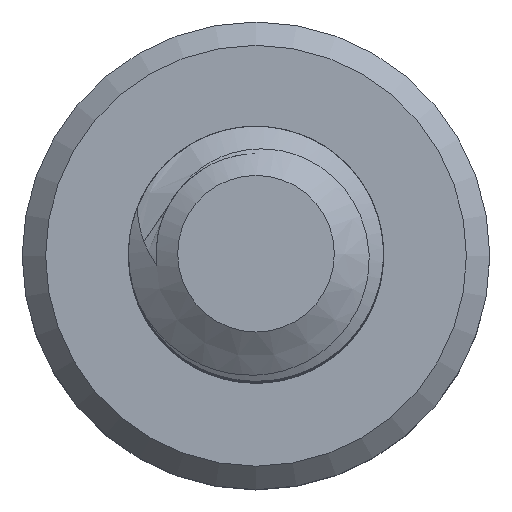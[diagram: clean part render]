
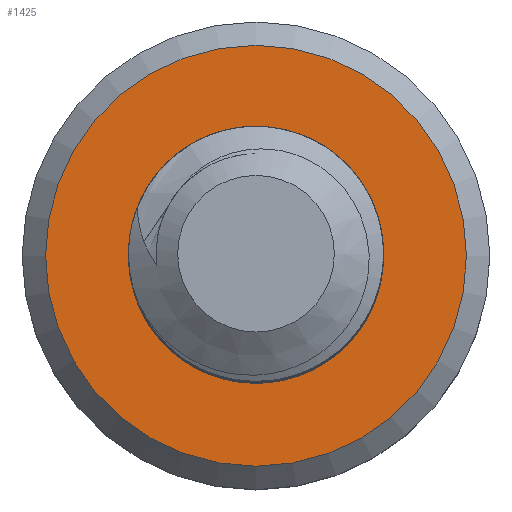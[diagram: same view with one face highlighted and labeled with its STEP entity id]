
A CAD part, top view. The second image highlights one B-rep face of the part: STEP entity #1425.
In plain terms, the highlighted planar face has unit normal (0, 0, 1).
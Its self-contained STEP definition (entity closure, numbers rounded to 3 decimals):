
#24=FACE_BOUND('',#201,.T.);
#27=PLANE('',#1539);
#119=FACE_OUTER_BOUND('',#200,.T.);
#200=EDGE_LOOP('',(#1253,#1254));
#201=EDGE_LOOP('',(#1255,#1256,#1257,#1258));
#214=CIRCLE('',#1454,1.5);
#219=CIRCLE('',#1515,2.475);
#220=CIRCLE('',#1516,2.475);
#229=CIRCLE('',#1530,1.175);
#353=B_SPLINE_CURVE_WITH_KNOTS('',3,(#6899,#6900,#6901,#6902,#6903,#6904,
#6905,#6906,#6907,#6908,#6909,#6910,#6911,#6912,#6913,#6914),
 .UNSPECIFIED.,.F.,.F.,(4,2,2,2,2,2,2,4),(0.,0.031,0.061,
0.107,0.169,0.247,0.321,
0.411),.UNSPECIFIED.);
#354=B_SPLINE_CURVE_WITH_KNOTS('',3,(#7661,#7662,#7663,#7664,#7665,#7666,
#7667,#7668,#7669,#7670,#7671,#7672,#7673,#7674,#7675,#7676,#7677,#7678),
 .UNSPECIFIED.,.F.,.F.,(4,2,2,2,2,2,2,2,4),(0.,0.03,0.057,
0.11,0.163,0.216,0.273,
0.322,0.391),.UNSPECIFIED.);
#501=VERTEX_POINT('',#1838);
#502=VERTEX_POINT('',#1851);
#618=VERTEX_POINT('',#6047);
#619=VERTEX_POINT('',#6049);
#630=VERTEX_POINT('',#6123);
#631=VERTEX_POINT('',#6136);
#644=EDGE_CURVE('',#501,#502,#214,.T.);
#816=EDGE_CURVE('',#619,#618,#219,.T.);
#817=EDGE_CURVE('',#618,#619,#220,.T.);
#834=EDGE_CURVE('',#631,#630,#229,.T.);
#837=EDGE_CURVE('',#630,#502,#353,.T.);
#838=EDGE_CURVE('',#501,#631,#354,.T.);
#1253=ORIENTED_EDGE('',*,*,#816,.T.);
#1254=ORIENTED_EDGE('',*,*,#817,.T.);
#1255=ORIENTED_EDGE('',*,*,#644,.F.);
#1256=ORIENTED_EDGE('',*,*,#838,.T.);
#1257=ORIENTED_EDGE('',*,*,#834,.T.);
#1258=ORIENTED_EDGE('',*,*,#837,.T.);
#1425=ADVANCED_FACE('',(#119,#24),#27,.F.);
#1454=AXIS2_PLACEMENT_3D('',#1852,#1561,#1562);
#1515=AXIS2_PLACEMENT_3D('',#6050,#1739,#1740);
#1516=AXIS2_PLACEMENT_3D('',#6051,#1741,#1742);
#1530=AXIS2_PLACEMENT_3D('',#6137,#1772,#1773);
#1539=AXIS2_PLACEMENT_3D('',#7690,#1790,#1791);
#1561=DIRECTION('center_axis',(0.,0.,1.));
#1562=DIRECTION('ref_axis',(1.,0.,0.));
#1739=DIRECTION('center_axis',(0.,0.,1.));
#1740=DIRECTION('ref_axis',(-1.,0.,0.));
#1741=DIRECTION('center_axis',(0.,0.,1.));
#1742=DIRECTION('ref_axis',(-1.,0.,0.));
#1772=DIRECTION('center_axis',(0.,0.,-1.));
#1773=DIRECTION('ref_axis',(1.,0.,0.));
#1790=DIRECTION('center_axis',(0.,0.,-1.));
#1791=DIRECTION('ref_axis',(-1.,0.,0.));
#1838=CARTESIAN_POINT('',(0.,1.5,-14.));
#1851=CARTESIAN_POINT('',(-1.051,1.07,-14.));
#1852=CARTESIAN_POINT('Origin',(0.,0.,-14.));
#6047=CARTESIAN_POINT('',(2.475,0.,-14.));
#6049=CARTESIAN_POINT('',(-2.475,0.,-14.));
#6050=CARTESIAN_POINT('Origin',(0.,0.,-14.));
#6051=CARTESIAN_POINT('Origin',(0.,0.,-14.));
#6123=CARTESIAN_POINT('',(0.,-1.175,-14.));
#6136=CARTESIAN_POINT('',(0.823,-0.839,-14.));
#6137=CARTESIAN_POINT('Origin',(0.,0.,-14.));
#6899=CARTESIAN_POINT('Ctrl Pts',(0.,-1.175,
-14.));
#6900=CARTESIAN_POINT('Ctrl Pts',(-0.104,-1.186,
-14.));
#6901=CARTESIAN_POINT('Ctrl Pts',(-0.208,-1.184,
-14.));
#6902=CARTESIAN_POINT('Ctrl Pts',(-0.411,-1.154,
-14.));
#6903=CARTESIAN_POINT('Ctrl Pts',(-0.508,-1.128,
-14.));
#6904=CARTESIAN_POINT('Ctrl Pts',(-0.742,-1.032,
-14.));
#6905=CARTESIAN_POINT('Ctrl Pts',(-0.871,-0.949,
-14.));
#6906=CARTESIAN_POINT('Ctrl Pts',(-1.131,-0.704,-14.));
#6907=CARTESIAN_POINT('Ctrl Pts',(-1.223,-0.547,
-14.));
#6908=CARTESIAN_POINT('Ctrl Pts',(-1.352,-0.258,
-14.));
#6909=CARTESIAN_POINT('Ctrl Pts',(-1.392,-0.084,
-14.));
#6910=CARTESIAN_POINT('Ctrl Pts',(-1.404,0.263,-14.));
#6911=CARTESIAN_POINT('Ctrl Pts',(-1.379,0.432,-14.));
#6912=CARTESIAN_POINT('Ctrl Pts',(-1.259,0.784,-14.));
#6913=CARTESIAN_POINT('Ctrl Pts',(-1.156,0.945,-14.));
#6914=CARTESIAN_POINT('Ctrl Pts',(-1.051,1.07,-14.));
#7661=CARTESIAN_POINT('Ctrl Pts',(0.,1.5,
-14.));
#7662=CARTESIAN_POINT('Ctrl Pts',(0.099,1.492,-14.));
#7663=CARTESIAN_POINT('Ctrl Pts',(0.197,1.473,-14.));
#7664=CARTESIAN_POINT('Ctrl Pts',(0.38,1.418,-14.));
#7665=CARTESIAN_POINT('Ctrl Pts',(0.465,1.383,-14.));
#7666=CARTESIAN_POINT('Ctrl Pts',(0.7,1.259,-14.));
#7667=CARTESIAN_POINT('Ctrl Pts',(0.838,1.15,-14.));
#7668=CARTESIAN_POINT('Ctrl Pts',(1.069,0.886,-14.));
#7669=CARTESIAN_POINT('Ctrl Pts',(1.154,0.739,-14.));
#7670=CARTESIAN_POINT('Ctrl Pts',(1.263,0.453,-14.));
#7671=CARTESIAN_POINT('Ctrl Pts',(1.291,0.3,-14.));
#7672=CARTESIAN_POINT('Ctrl Pts',(1.292,-0.017,-14.));
#7673=CARTESIAN_POINT('Ctrl Pts',(1.261,-0.179,-14.));
#7674=CARTESIAN_POINT('Ctrl Pts',(1.149,-0.46,-14.));
#7675=CARTESIAN_POINT('Ctrl Pts',(1.087,-0.555,-14.));
#7676=CARTESIAN_POINT('Ctrl Pts',(0.98,-0.699,
-14.));
#7677=CARTESIAN_POINT('Ctrl Pts',(0.907,-0.774,
-14.));
#7678=CARTESIAN_POINT('Ctrl Pts',(0.823,-0.839,
-14.));
#7690=CARTESIAN_POINT('Origin',(0.,0.,-14.));
